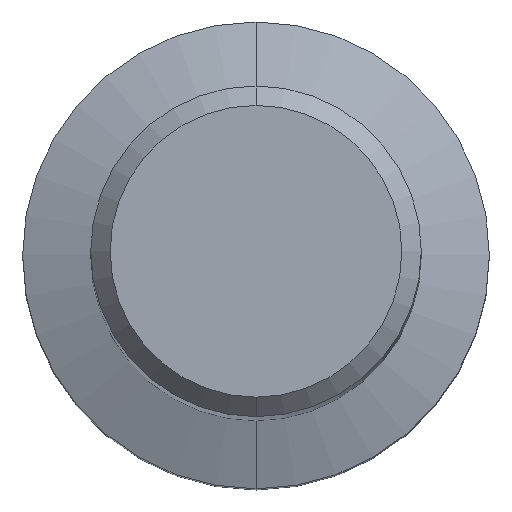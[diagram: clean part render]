
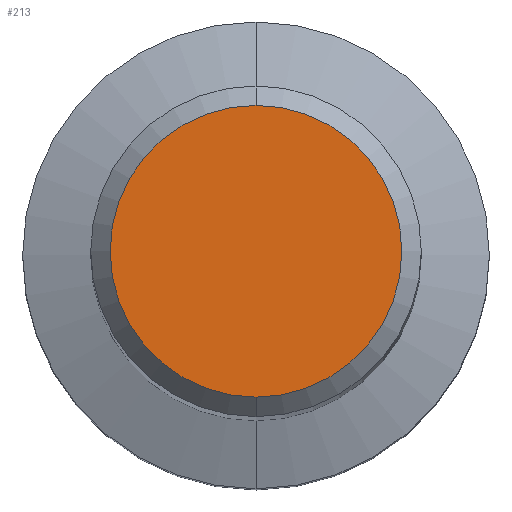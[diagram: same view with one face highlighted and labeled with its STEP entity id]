
A CAD part, top view. The second image highlights one B-rep face of the part: STEP entity #213.
In plain terms, the highlighted planar face has unit normal (0, 0, 1).
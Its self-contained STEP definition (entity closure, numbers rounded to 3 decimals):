
#213=ADVANCED_FACE('',(#570),#571,.T.);
#233=EDGE_CURVE('',#493,#377,#591,.T.);
#377=VERTEX_POINT('',#750);
#489=EDGE_CURVE('',#377,#493,#877,.T.);
#493=VERTEX_POINT('',#882);
#570=FACE_OUTER_BOUND('',#962,.T.);
#571=PLANE('',#963);
#591=CIRCLE('',#1015,3.75);
#750=CARTESIAN_POINT('',(0.0,3.75,0.0));
#877=CIRCLE('',#1574,3.75);
#882=CARTESIAN_POINT('',(0.,-3.75,0.0));
#962=EDGE_LOOP('',(#1678,#1679));
#963=AXIS2_PLACEMENT_3D('',#1680,#1681,#1682);
#1015=AXIS2_PLACEMENT_3D('',#1685,#1686,#1687);
#1574=AXIS2_PLACEMENT_3D('',#2037,#2038,#2039);
#1678=ORIENTED_EDGE('',*,*,#489,.F.);
#1679=ORIENTED_EDGE('',*,*,#233,.F.);
#1680=CARTESIAN_POINT('',(0.0,1.875,0.0));
#1681=DIRECTION('',(-0.0,0.0,1.0));
#1682=DIRECTION('',(0.0,-1.0,0.0));
#1685=CARTESIAN_POINT('',(0.0,0.0,0.0));
#1686=DIRECTION('',(0.0,0.0,-1.0));
#1687=DIRECTION('',(0.0,1.0,0.0));
#2037=CARTESIAN_POINT('',(0.0,0.0,0.0));
#2038=DIRECTION('',(0.0,0.0,-1.0));
#2039=DIRECTION('',(0.0,1.0,0.0));
